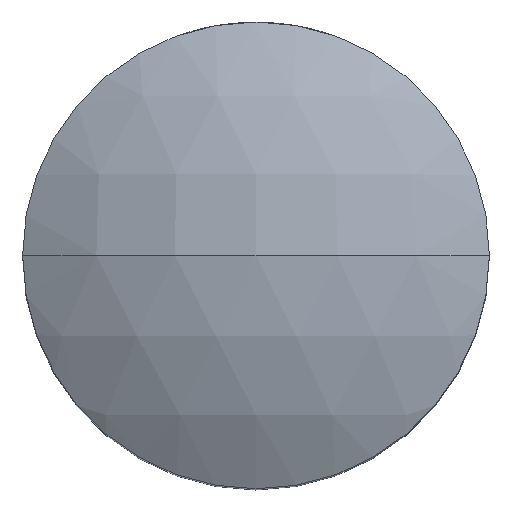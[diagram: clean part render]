
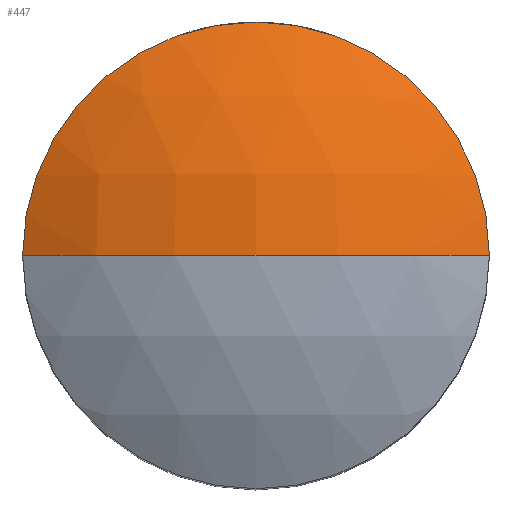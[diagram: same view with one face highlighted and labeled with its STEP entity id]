
A CAD part, top view. The second image highlights one B-rep face of the part: STEP entity #447.
In plain terms, the highlighted spherical face has radius 4 mm.
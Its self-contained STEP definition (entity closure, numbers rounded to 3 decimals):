
#3 = ORIENTED_EDGE ( 'NONE', *, *, #76, .F. ) ;
#13 = DIRECTION ( 'NONE',  ( 0., 0., 1. ) ) ;
#27 = EDGE_CURVE ( 'NONE', #832, #710, #171, .T. ) ;
#39 = CARTESIAN_POINT ( 'NONE',  ( 0., 0., 4. ) ) ;
#55 = CIRCLE ( 'NONE', #598, 2. ) ;
#62 = AXIS2_PLACEMENT_3D ( 'NONE', #356, #298, #480 ) ;
#76 = EDGE_CURVE ( 'NONE', #710, #682, #55, .T. ) ;
#112 = AXIS2_PLACEMENT_3D ( 'NONE', #784, #421, #13 ) ;
#171 = CIRCLE ( 'NONE', #730, 4. ) ;
#298 = DIRECTION ( 'NONE',  ( 0., -1., 0. ) ) ;
#343 = EDGE_LOOP ( 'NONE', ( #547, #653, #3 ) ) ;
#356 = CARTESIAN_POINT ( 'NONE',  ( 0., 0., 0. ) ) ;
#391 = DIRECTION ( 'NONE',  ( -1., 0., 0. ) ) ;
#392 = DIRECTION ( 'NONE',  ( 0., 0., -1. ) ) ;
#420 = CARTESIAN_POINT ( 'NONE',  ( 0., 0., 3.464 ) ) ;
#421 = DIRECTION ( 'NONE',  ( 0., 1., 0. ) ) ;
#441 = EDGE_CURVE ( 'NONE', #832, #682, #638, .T. ) ;
#447 = ADVANCED_FACE ( 'NONE', ( #760 ), #622, .T. ) ;
#480 = DIRECTION ( 'NONE',  ( 1., 0., 0. ) ) ;
#547 = ORIENTED_EDGE ( 'NONE', *, *, #27, .F. ) ;
#570 = CARTESIAN_POINT ( 'NONE',  ( -2., 0., 3.464 ) ) ;
#598 = AXIS2_PLACEMENT_3D ( 'NONE', #420, #392, #391 ) ;
#622 = SPHERICAL_SURFACE ( 'NONE', #62, 4. ) ;
#638 = CIRCLE ( 'NONE', #112, 4. ) ;
#653 = ORIENTED_EDGE ( 'NONE', *, *, #441, .T. ) ;
#682 = VERTEX_POINT ( 'NONE', #742 ) ;
#710 = VERTEX_POINT ( 'NONE', #570 ) ;
#729 = DIRECTION ( 'NONE',  ( 1., 0., 0. ) ) ;
#730 = AXIS2_PLACEMENT_3D ( 'NONE', #733, #731, #729 ) ;
#731 = DIRECTION ( 'NONE',  ( 0., -1., 0. ) ) ;
#733 = CARTESIAN_POINT ( 'NONE',  ( 0., 0., 0. ) ) ;
#742 = CARTESIAN_POINT ( 'NONE',  ( 2., 0., 3.464 ) ) ;
#760 = FACE_OUTER_BOUND ( 'NONE', #343, .T. ) ;
#784 = CARTESIAN_POINT ( 'NONE',  ( 0., 0., 0. ) ) ;
#832 = VERTEX_POINT ( 'NONE', #39 ) ;
